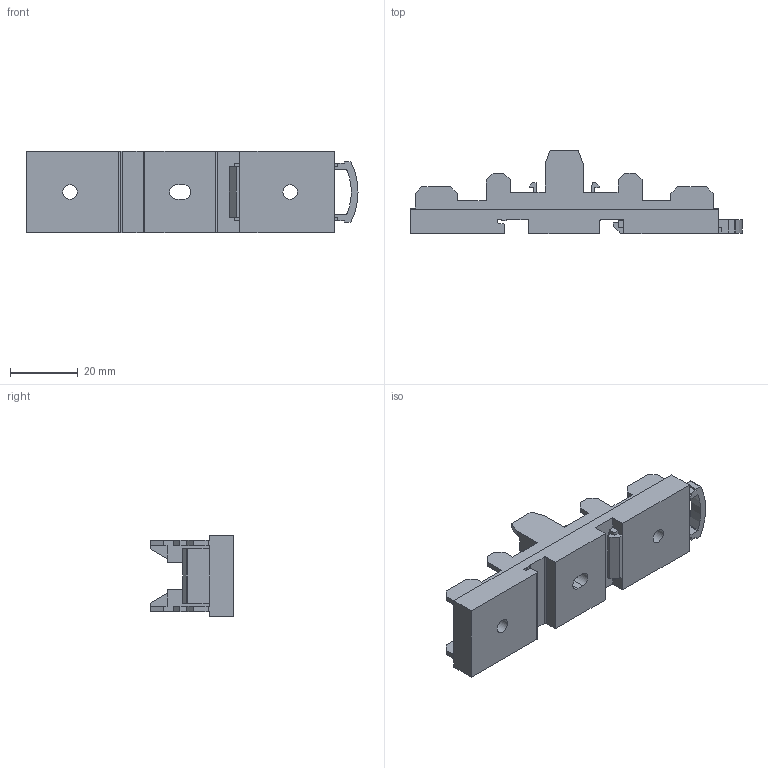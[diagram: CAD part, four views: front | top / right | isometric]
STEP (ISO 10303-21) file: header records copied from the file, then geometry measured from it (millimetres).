
FILE_DESCRIPTION(/* description */ ('STEP AP214'),/* implementation_level */ '2;1');
FILE_NAME(/* name */ '196956_VN-T6-BP-NRH',/* time_stamp */ '2024-09-10T10:06:00+02:00',/* author */ ('License CC BY-ND 4.0'),/* organization */ ('CADENAS'),/* preprocessor_version */ 'ST-DEVELOPER v19.3',/* originating_system */ 'PARTsolutions',/* authorisation */ ' ');
FILE_SCHEMA (('AUTOMOTIVE_DESIGN {1 0 10303 214 3 1 1}'));
Length unit declared in the file: millimetre
Products named in the file (1): 196956 VN-T6-BP-NRH
Bounding box: 98 x 24.7 x 24 mm (x, y, z)
Volume: 17067 mm3; surface area: 11009.4 mm2
Topology: 1 solids, 1 shells, 178 faces, 524 edges, 350 vertices
Faces by surface type: plane 163, cylinder 15
Full cylindrical faces by diameter (mm): 4.3 x2
Entity records: 7092 total; most frequent: CARTESIAN_POINT 1047, ORIENTED_EDGE 1040, DIRECTION 908, EDGE_CURVE 520, LINE 490, VECTOR 490, VERTEX_POINT 348, AXIS2_PLACEMENT_3D 209
